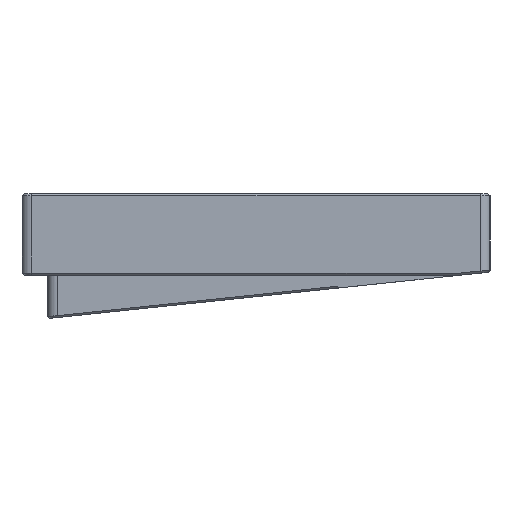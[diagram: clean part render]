
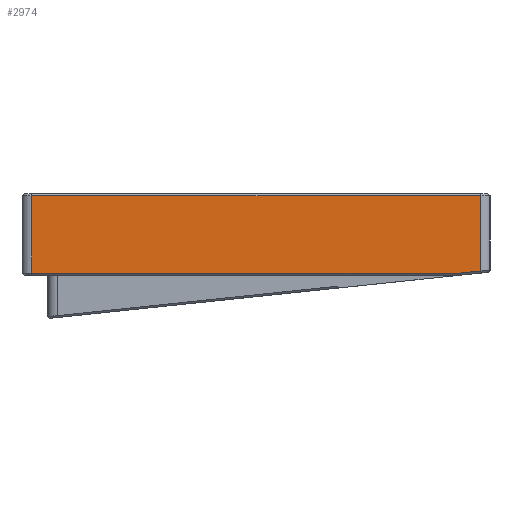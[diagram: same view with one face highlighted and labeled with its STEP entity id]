
A CAD part, left-side view. The second image highlights one B-rep face of the part: STEP entity #2974.
In plain terms, the highlighted planar face has unit normal (-1, 0, 0).
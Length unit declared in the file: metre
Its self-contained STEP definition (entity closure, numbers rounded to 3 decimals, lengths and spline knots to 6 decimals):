
#494=ORIENTED_EDGE('',*,*,#1366,.T.);
#495=ORIENTED_EDGE('',*,*,#1367,.T.);
#496=ORIENTED_EDGE('',*,*,#1368,.T.);
#497=ORIENTED_EDGE('',*,*,#1369,.T.);
#498=ORIENTED_EDGE('',*,*,#1370,.T.);
#1366=EDGE_CURVE('',#1799,#1800,#2037,.T.);
#1367=EDGE_CURVE('',#1800,#1801,#2038,.T.);
#1368=EDGE_CURVE('',#1801,#1802,#2039,.T.);
#1369=EDGE_CURVE('',#1802,#1803,#2040,.T.);
#1370=EDGE_CURVE('',#1803,#1799,#2041,.F.);
#1799=VERTEX_POINT('',#4797);
#1800=VERTEX_POINT('',#4798);
#1801=VERTEX_POINT('',#4800);
#1802=VERTEX_POINT('',#4802);
#1803=VERTEX_POINT('',#4804);
#2037=LINE('',#4796,#2314);
#2038=LINE('',#4799,#2315);
#2039=LINE('',#4801,#2316);
#2040=LINE('',#4803,#2317);
#2041=LINE('',#4805,#2318);
#2314=VECTOR('',#3756,1.);
#2315=VECTOR('',#3757,1.);
#2316=VECTOR('',#3758,1.);
#2317=VECTOR('',#3759,1.);
#2318=VECTOR('',#3760,1.);
#2501=EDGE_LOOP('',(#494,#495,#496,#497,#498));
#2698=FACE_BOUND('',#2501,.T.);
#2890=PLANE('',#3229);
#2974=ADVANCED_FACE('',(#2698),#2890,.T.);
#3229=AXIS2_PLACEMENT_3D('',#4795,#3754,#3755);
#3754=DIRECTION('',(-1.,0.,0.));
#3755=DIRECTION('',(0.,0.,1.));
#3756=DIRECTION('',(0.,-1.,0.));
#3757=DIRECTION('',(0.,-0.995,0.105));
#3758=DIRECTION('',(0.,0.,1.));
#3759=DIRECTION('',(0.,1.,0.));
#3760=DIRECTION('',(0.,0.,1.));
#4795=CARTESIAN_POINT('',(-0.157375,0.,-0.000002));
#4796=CARTESIAN_POINT('',(-0.157375,0.,0.011347));
#4797=CARTESIAN_POINT('',(-0.157375,0.05285,0.011347));
#4798=CARTESIAN_POINT('',(-0.157375,-0.048074,0.011347));
#4799=CARTESIAN_POINT('',(-0.157375,0.000655,0.006225));
#4800=CARTESIAN_POINT('',(-0.157375,-0.05285,0.011849));
#4801=CARTESIAN_POINT('',(-0.157375,-0.05285,0.030047));
#4802=CARTESIAN_POINT('',(-0.157375,-0.05285,0.029547));
#4803=CARTESIAN_POINT('',(-0.157375,0.05285,0.029547));
#4804=CARTESIAN_POINT('',(-0.157375,0.05285,0.029547));
#4805=CARTESIAN_POINT('',(-0.157375,0.05285,-0.000002));
